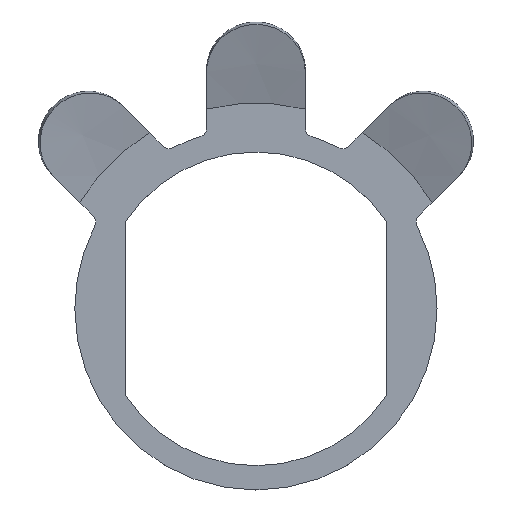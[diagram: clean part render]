
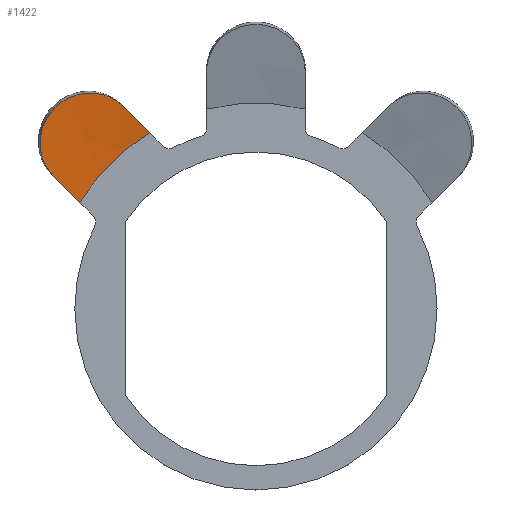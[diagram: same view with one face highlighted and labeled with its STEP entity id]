
A CAD part, top view. The second image highlights one B-rep face of the part: STEP entity #1422.
In plain terms, the highlighted conical face has half-angle 72.542 degrees and reference radius 17.27 mm.
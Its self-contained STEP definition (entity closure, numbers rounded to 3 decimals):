
#33 = CARTESIAN_POINT ( 'NONE',  ( -7.518, 11.76, 0.958 ) ) ;
#52 = CARTESIAN_POINT ( 'NONE',  ( -12.79, 11.423, 1.962 ) ) ;
#62 = CARTESIAN_POINT ( 'NONE',  ( 0., 0., 2. ) ) ;
#80 = DIRECTION ( 'NONE',  ( 1., 0., 0. ) ) ;
#115 = CARTESIAN_POINT ( 'NONE',  ( -12.977, 9.165, 1.565 ) ) ;
#144 = B_SPLINE_CURVE_WITH_KNOTS ( 'NONE', 3,
 ( #1369, #1376, #341, #1410 ),
 .UNSPECIFIED., .F., .F.,
 ( 4, 4 ),
 ( 0., 0.002 ),
 .UNSPECIFIED. ) ;
#150 = CARTESIAN_POINT ( 'NONE',  ( -13.03, 9.35, 1.612 ) ) ;
#167 = CARTESIAN_POINT ( 'NONE',  ( -11.062, 12.944, 1.923 ) ) ;
#184 = EDGE_LOOP ( 'NONE', ( #805, #1043, #463, #729, #705 ) ) ;
#185 = CARTESIAN_POINT ( 'NONE',  ( -8.047, 12.29, 1.189 ) ) ;
#187 = EDGE_CURVE ( 'NONE', #658, #1025, #1392, .T. ) ;
#193 = CARTESIAN_POINT ( 'NONE',  ( -12.29, 8.047, 1.189 ) ) ;
#205 = CARTESIAN_POINT ( 'NONE',  ( -12.768, 8.638, 1.416 ) ) ;
#320 = CARTESIAN_POINT ( 'NONE',  ( -8.181, 12.423, 1.247 ) ) ;
#328 = CARTESIAN_POINT ( 'NONE',  ( -6.989, 11.231, 0.729 ) ) ;
#341 = CARTESIAN_POINT ( 'NONE',  ( -11.76, 7.518, 0.958 ) ) ;
#358 = CARTESIAN_POINT ( 'NONE',  ( -6.459, 10.702, 0.5 ) ) ;
#377 = CARTESIAN_POINT ( 'NONE',  ( -9.164, 12.977, 1.565 ) ) ;
#383 = CARTESIAN_POINT ( 'NONE',  ( -9.722, 13.098, 1.698 ) ) ;
#393 = CARTESIAN_POINT ( 'NONE',  ( -12.352, 12.071, 2. ) ) ;
#410 = DIRECTION ( 'NONE',  ( 0., 0., 1. ) ) ;
#411 = CARTESIAN_POINT ( 'NONE',  ( -8.047, 12.29, 1.189 ) ) ;
#434 = CARTESIAN_POINT ( 'NONE',  ( -9.917, 13.113, 1.739 ) ) ;
#463 = ORIENTED_EDGE ( 'NONE', *, *, #1245, .F. ) ;
#465 = CARTESIAN_POINT ( 'NONE',  ( -12.476, 11.92, 1.995 ) ) ;
#522 = DIRECTION ( 'NONE',  ( 1., 0., 0. ) ) ;
#533 = CARTESIAN_POINT ( 'NONE',  ( -12.695, 11.597, 1.976 ) ) ;
#536 = CARTESIAN_POINT ( 'NONE',  ( -11.598, 12.716, 1.98 ) ) ;
#545 = CARTESIAN_POINT ( 'NONE',  ( -12.212, 12.212, 2. ) ) ;
#564 = B_SPLINE_CURVE_WITH_KNOTS ( 'NONE', 3,
 ( #545, #393, #465, #533, #52, #1228, #856, #898, #1080, #1121, #1034, #150, #115, #205, #878, #827 ),
 .UNSPECIFIED., .F., .F.,
 ( 4, 2, 2, 2, 2, 2, 2, 4 ),
 ( 0., 0.001, 0.001, 0.002, 0.002, 0.003, 0.004, 0.005 ),
 .UNSPECIFIED. ) ;
#573 = VERTEX_POINT ( 'NONE', #1104 ) ;
#596 = CARTESIAN_POINT ( 'NONE',  ( -8.326, 12.542, 1.303 ) ) ;
#646 = CARTESIAN_POINT ( 'NONE',  ( -11.931, 12.492, 2. ) ) ;
#655 = CONICAL_SURFACE ( 'NONE', #1273, 17.27, 1.266 ) ;
#658 = VERTEX_POINT ( 'NONE', #936 ) ;
#674 = DIRECTION ( 'NONE',  ( 0., 0., 1. ) ) ;
#705 = ORIENTED_EDGE ( 'NONE', *, *, #187, .F. ) ;
#712 = CARTESIAN_POINT ( 'NONE',  ( -12.212, 12.212, 2. ) ) ;
#729 = ORIENTED_EDGE ( 'NONE', *, *, #753, .F. ) ;
#752 = CARTESIAN_POINT ( 'NONE',  ( -10.875, 13.004, 1.9 ) ) ;
#753 = EDGE_CURVE ( 'NONE', #1025, #573, #1100, .T. ) ;
#766 = CARTESIAN_POINT ( 'NONE',  ( -6.459, 10.702, 0.5 ) ) ;
#795 = CARTESIAN_POINT ( 'NONE',  ( -10.301, 13.107, 1.811 ) ) ;
#805 = ORIENTED_EDGE ( 'NONE', *, *, #1216, .T. ) ;
#817 = AXIS2_PLACEMENT_3D ( 'NONE', #1491, #410, #522 ) ;
#827 = CARTESIAN_POINT ( 'NONE',  ( -12.29, 8.047, 1.189 ) ) ;
#856 = CARTESIAN_POINT ( 'NONE',  ( -13.002, 10.878, 1.9 ) ) ;
#878 = CARTESIAN_POINT ( 'NONE',  ( -12.557, 8.315, 1.305 ) ) ;
#898 = CARTESIAN_POINT ( 'NONE',  ( -13.084, 10.499, 1.844 ) ) ;
#924 = CARTESIAN_POINT ( 'NONE',  ( -8.64, 12.748, 1.412 ) ) ;
#929 = CARTESIAN_POINT ( 'NONE',  ( -12.212, 12.212, 2. ) ) ;
#936 = CARTESIAN_POINT ( 'NONE',  ( -8.047, 12.29, 1.189 ) ) ;
#959 = CARTESIAN_POINT ( 'NONE',  ( -8.81, 12.836, 1.465 ) ) ;
#1025 = VERTEX_POINT ( 'NONE', #766 ) ;
#1031 = CARTESIAN_POINT ( 'NONE',  ( -10.493, 13.085, 1.843 ) ) ;
#1034 = CARTESIAN_POINT ( 'NONE',  ( -13.098, 9.728, 1.7 ) ) ;
#1043 = ORIENTED_EDGE ( 'NONE', *, *, #1045, .T. ) ;
#1045 = EDGE_CURVE ( 'NONE', #1232, #1506, #564, .T. ) ;
#1056 = CARTESIAN_POINT ( 'NONE',  ( -9.346, 13.029, 1.611 ) ) ;
#1080 = CARTESIAN_POINT ( 'NONE',  ( -13.107, 10.303, 1.812 ) ) ;
#1100 = CIRCLE ( 'NONE', #817, 12.5 ) ;
#1104 = CARTESIAN_POINT ( 'NONE',  ( -10.702, 6.459, 0.5 ) ) ;
#1121 = CARTESIAN_POINT ( 'NONE',  ( -13.113, 9.919, 1.74 ) ) ;
#1215 = B_SPLINE_CURVE_WITH_KNOTS ( 'NONE', 3,
 ( #185, #320, #596, #924, #959, #377, #1056, #383, #434, #795, #1031, #752, #167, #536, #646, #712 ),
 .UNSPECIFIED., .F., .F.,
 ( 4, 2, 2, 2, 2, 2, 2, 4 ),
 ( 0., 0.001, 0.001, 0.002, 0.002, 0.003, 0.004, 0.005 ),
 .UNSPECIFIED. ) ;
#1216 = EDGE_CURVE ( 'NONE', #658, #1232, #1215, .T. ) ;
#1228 = CARTESIAN_POINT ( 'NONE',  ( -12.944, 11.063, 1.923 ) ) ;
#1232 = VERTEX_POINT ( 'NONE', #929 ) ;
#1245 = EDGE_CURVE ( 'NONE', #573, #1506, #144, .T. ) ;
#1273 = AXIS2_PLACEMENT_3D ( 'NONE', #62, #674, #80 ) ;
#1317 = FACE_OUTER_BOUND ( 'NONE', #184, .T. ) ;
#1369 = CARTESIAN_POINT ( 'NONE',  ( -10.702, 6.459, 0.5 ) ) ;
#1376 = CARTESIAN_POINT ( 'NONE',  ( -11.231, 6.989, 0.729 ) ) ;
#1392 = B_SPLINE_CURVE_WITH_KNOTS ( 'NONE', 3,
 ( #411, #33, #328, #358 ),
 .UNSPECIFIED., .F., .F.,
 ( 4, 4 ),
 ( 0.003, 0.005 ),
 .UNSPECIFIED. ) ;
#1410 = CARTESIAN_POINT ( 'NONE',  ( -12.29, 8.047, 1.189 ) ) ;
#1422 = ADVANCED_FACE ( 'NONE', ( #1317 ), #655, .F. ) ;
#1491 = CARTESIAN_POINT ( 'NONE',  ( 0., 0., 0.5 ) ) ;
#1506 = VERTEX_POINT ( 'NONE', #193 ) ;
